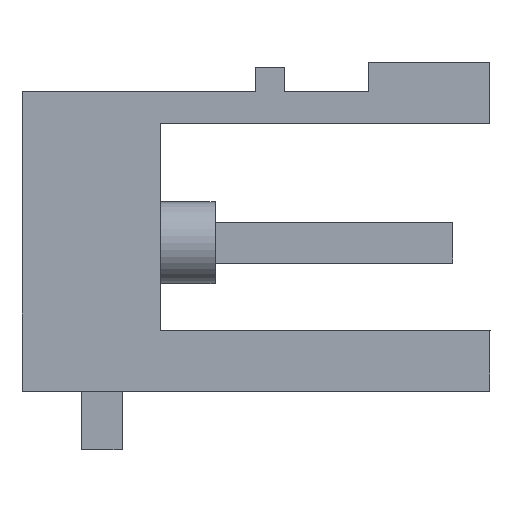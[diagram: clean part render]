
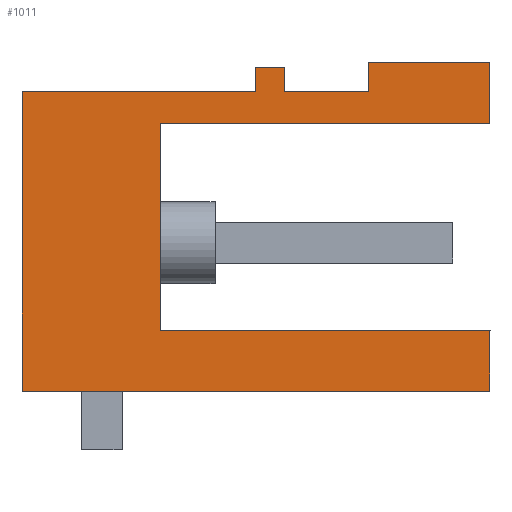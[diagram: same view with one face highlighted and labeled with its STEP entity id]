
A CAD part, left-side view. The second image highlights one B-rep face of the part: STEP entity #1011.
In plain terms, the highlighted planar face has unit normal (-1, 0, 0).
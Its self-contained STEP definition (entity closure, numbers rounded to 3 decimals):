
#911=AXIS2_PLACEMENT_3D('Plane Axis2P3D',#908,#909,#910) ;
#282=CARTESIAN_POINT('Vertex',(0.,12.,1.5)) ;
#285=CARTESIAN_POINT('Line Origine',(0.,12.,5.34)) ;
#289=CARTESIAN_POINT('Vertex',(0.,12.,9.18)) ;
#642=CARTESIAN_POINT('Vertex',(0.,0.,1.5)) ;
#645=CARTESIAN_POINT('Line Origine',(0.,6.,1.5)) ;
#908=CARTESIAN_POINT('Axis2P3D Location',(0.,12.,0.)) ;
#913=CARTESIAN_POINT('Line Origine',(0.,0.,9.146)) ;
#917=CARTESIAN_POINT('Vertex',(0.,0.,8.363)) ;
#919=CARTESIAN_POINT('Vertex',(0.,0.,9.93)) ;
#922=CARTESIAN_POINT('Line Origine',(0.,1.56,9.93)) ;
#926=CARTESIAN_POINT('Vertex',(0.,3.12,9.93)) ;
#929=CARTESIAN_POINT('Line Origine',(0.,3.12,9.555)) ;
#933=CARTESIAN_POINT('Vertex',(0.,3.12,9.18)) ;
#936=CARTESIAN_POINT('Line Origine',(0.,4.195,9.18)) ;
#940=CARTESIAN_POINT('Vertex',(0.,5.27,9.18)) ;
#943=CARTESIAN_POINT('Line Origine',(0.,5.27,9.49)) ;
#947=CARTESIAN_POINT('Vertex',(0.,5.27,9.8)) ;
#950=CARTESIAN_POINT('Line Origine',(0.,5.645,9.8)) ;
#954=CARTESIAN_POINT('Vertex',(0.,6.02,9.8)) ;
#957=CARTESIAN_POINT('Line Origine',(0.,6.02,9.49)) ;
#961=CARTESIAN_POINT('Vertex',(0.,6.02,9.18)) ;
#964=CARTESIAN_POINT('Line Origine',(0.,9.01,9.18)) ;
#969=CARTESIAN_POINT('Line Origine',(0.,0.,2.275)) ;
#973=CARTESIAN_POINT('Vertex',(0.,0.,3.05)) ;
#976=CARTESIAN_POINT('Line Origine',(0.,4.225,3.05)) ;
#980=CARTESIAN_POINT('Vertex',(0.,8.45,3.05)) ;
#983=CARTESIAN_POINT('Line Origine',(0.,8.45,5.707)) ;
#987=CARTESIAN_POINT('Vertex',(0.,8.45,8.363)) ;
#990=CARTESIAN_POINT('Line Origine',(0.,4.225,8.363)) ;
#286=DIRECTION('Vector Direction',(0.,0.,-1.)) ;
#646=DIRECTION('Vector Direction',(0.,1.,0.)) ;
#909=DIRECTION('Axis2P3D Direction',(-1.,0.,0.)) ;
#910=DIRECTION('Axis2P3D XDirection',(0.,-1.,0.)) ;
#914=DIRECTION('Vector Direction',(0.,0.,-1.)) ;
#923=DIRECTION('Vector Direction',(0.,1.,0.)) ;
#930=DIRECTION('Vector Direction',(0.,0.,1.)) ;
#937=DIRECTION('Vector Direction',(0.,1.,0.)) ;
#944=DIRECTION('Vector Direction',(0.,0.,1.)) ;
#951=DIRECTION('Vector Direction',(0.,-1.,0.)) ;
#958=DIRECTION('Vector Direction',(0.,0.,1.)) ;
#965=DIRECTION('Vector Direction',(0.,-1.,0.)) ;
#970=DIRECTION('Vector Direction',(0.,0.,1.)) ;
#977=DIRECTION('Vector Direction',(0.,1.,0.)) ;
#984=DIRECTION('Vector Direction',(0.,0.,1.)) ;
#991=DIRECTION('Vector Direction',(0.,1.,0.)) ;
#287=VECTOR('Line Direction',#286,1.) ;
#647=VECTOR('Line Direction',#646,1.) ;
#915=VECTOR('Line Direction',#914,1.) ;
#924=VECTOR('Line Direction',#923,1.) ;
#931=VECTOR('Line Direction',#930,1.) ;
#938=VECTOR('Line Direction',#937,1.) ;
#945=VECTOR('Line Direction',#944,1.) ;
#952=VECTOR('Line Direction',#951,1.) ;
#959=VECTOR('Line Direction',#958,1.) ;
#966=VECTOR('Line Direction',#965,1.) ;
#971=VECTOR('Line Direction',#970,1.) ;
#978=VECTOR('Line Direction',#977,1.) ;
#985=VECTOR('Line Direction',#984,1.) ;
#992=VECTOR('Line Direction',#991,1.) ;
#996=ORIENTED_EDGE('',*,*,#921,.T.) ;
#997=ORIENTED_EDGE('',*,*,#928,.T.) ;
#998=ORIENTED_EDGE('',*,*,#935,.T.) ;
#999=ORIENTED_EDGE('',*,*,#942,.T.) ;
#1000=ORIENTED_EDGE('',*,*,#949,.T.) ;
#1001=ORIENTED_EDGE('',*,*,#956,.T.) ;
#1002=ORIENTED_EDGE('',*,*,#963,.T.) ;
#1003=ORIENTED_EDGE('',*,*,#968,.F.) ;
#1004=ORIENTED_EDGE('',*,*,#291,.T.) ;
#1005=ORIENTED_EDGE('',*,*,#649,.F.) ;
#1006=ORIENTED_EDGE('',*,*,#975,.T.) ;
#1007=ORIENTED_EDGE('',*,*,#982,.T.) ;
#1008=ORIENTED_EDGE('',*,*,#989,.T.) ;
#1009=ORIENTED_EDGE('',*,*,#994,.T.) ;
#1011=ADVANCED_FACE('Housing',(#1010),#912,.T.) ;
#291=EDGE_CURVE('',#290,#283,#288,.T.) ;
#649=EDGE_CURVE('',#643,#283,#648,.T.) ;
#921=EDGE_CURVE('',#918,#920,#916,.F.) ;
#928=EDGE_CURVE('',#920,#927,#925,.T.) ;
#935=EDGE_CURVE('',#927,#934,#932,.F.) ;
#942=EDGE_CURVE('',#934,#941,#939,.T.) ;
#949=EDGE_CURVE('',#941,#948,#946,.T.) ;
#956=EDGE_CURVE('',#948,#955,#953,.F.) ;
#963=EDGE_CURVE('',#955,#962,#960,.F.) ;
#968=EDGE_CURVE('',#290,#962,#967,.T.) ;
#975=EDGE_CURVE('',#643,#974,#972,.T.) ;
#982=EDGE_CURVE('',#974,#981,#979,.T.) ;
#989=EDGE_CURVE('',#981,#988,#986,.T.) ;
#994=EDGE_CURVE('',#988,#918,#993,.F.) ;
#995=EDGE_LOOP('',(#996,#997,#998,#999,#1000,#1001,#1002,#1003,#1004,#1005,#1006,#1007,#1008,#1009)) ;
#1010=FACE_OUTER_BOUND('',#995,.T.) ;
#288=LINE('Line',#285,#287) ;
#648=LINE('Line',#645,#647) ;
#916=LINE('Line',#913,#915) ;
#925=LINE('Line',#922,#924) ;
#932=LINE('Line',#929,#931) ;
#939=LINE('Line',#936,#938) ;
#946=LINE('Line',#943,#945) ;
#953=LINE('Line',#950,#952) ;
#960=LINE('Line',#957,#959) ;
#967=LINE('Line',#964,#966) ;
#972=LINE('Line',#969,#971) ;
#979=LINE('Line',#976,#978) ;
#986=LINE('Line',#983,#985) ;
#993=LINE('Line',#990,#992) ;
#912=PLANE('',#911) ;
#283=VERTEX_POINT('',#282) ;
#290=VERTEX_POINT('',#289) ;
#643=VERTEX_POINT('',#642) ;
#918=VERTEX_POINT('',#917) ;
#920=VERTEX_POINT('',#919) ;
#927=VERTEX_POINT('',#926) ;
#934=VERTEX_POINT('',#933) ;
#941=VERTEX_POINT('',#940) ;
#948=VERTEX_POINT('',#947) ;
#955=VERTEX_POINT('',#954) ;
#962=VERTEX_POINT('',#961) ;
#974=VERTEX_POINT('',#973) ;
#981=VERTEX_POINT('',#980) ;
#988=VERTEX_POINT('',#987) ;
